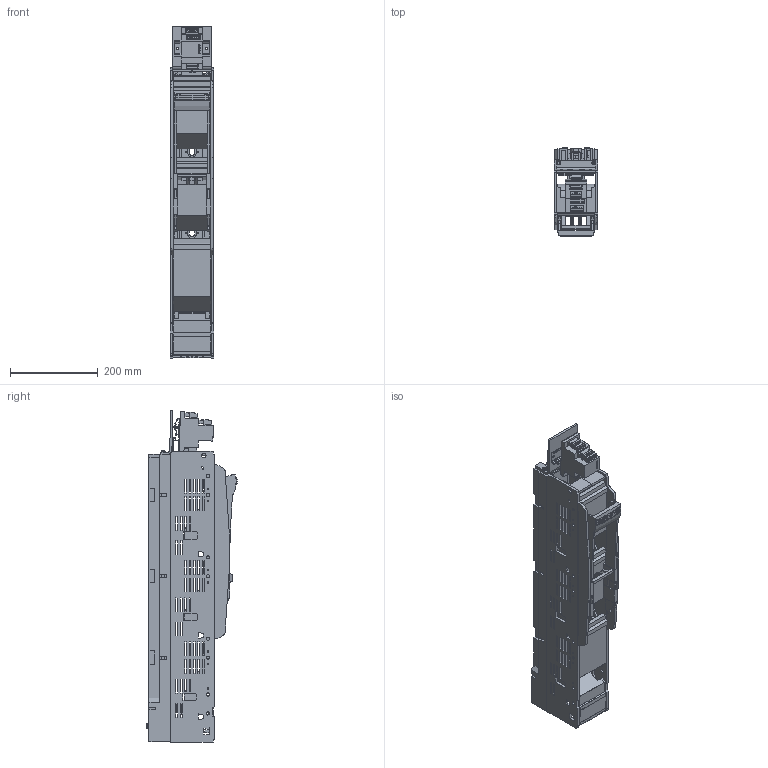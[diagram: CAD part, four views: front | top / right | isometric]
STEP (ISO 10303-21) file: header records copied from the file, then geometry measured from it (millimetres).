
FILE_DESCRIPTION(('CATIA V5 STEP'),'2;1');
FILE_NAME('L0794_NH_Wandlerlastschaltleiste_SL3_3x3_3A_W_ES00.stp','2019-02-01T10:21:22+00:00',('none'),('Jean Müller GmbH'),'CATIA Version 5 Release 19 SP 9 (IN-10)','CATIA V5 STEP AP214','none');
FILE_SCHEMA(('AUTOMOTIVE_DESIGN { 1 0 10303 214 1 1 1 1 }'));
Products named in the file (1): L0794_NH-Wandlerlastschaltleiste SL3-3x3/3A/W/ES00
Bounding box: 100 x 205.19 x 755.25 mm (x, y, z)
Volume: 3581785.2 mm3; surface area: 1176575.1 mm2
Topology: 13 solids, 13 shells, 3457 faces, 9417 edges, 6027 vertices
Faces by surface type: plane 2871, cylinder 424, bspline 108, cone 54
Entity records: 107264 total; most frequent: CARTESIAN_POINT 24800, ORIENTED_EDGE 18834, DIRECTION 13587, EDGE_CURVE 9417, VECTOR 7629, LINE 7629, VERTEX_POINT 6027, EDGE_LOOP 3952
